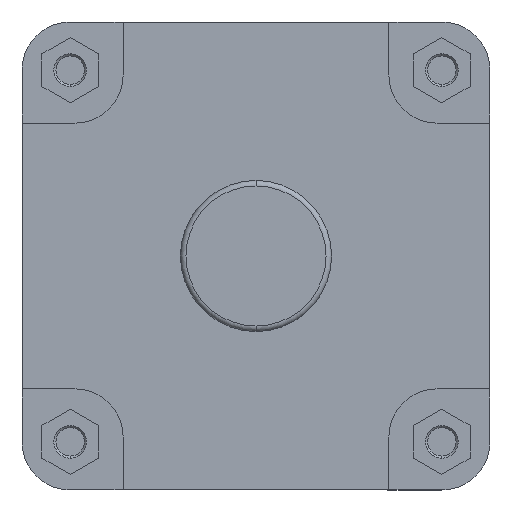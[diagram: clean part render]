
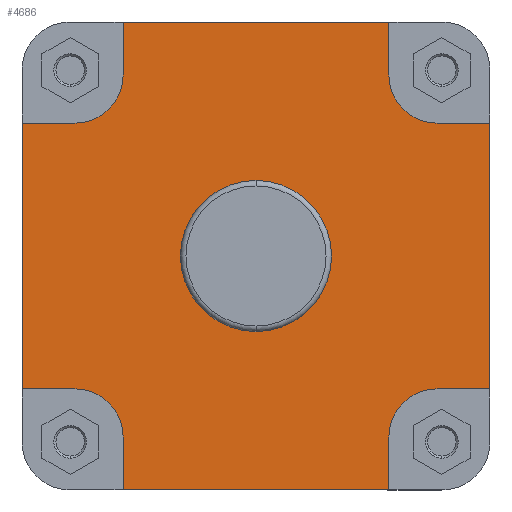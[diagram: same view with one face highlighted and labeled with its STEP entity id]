
A CAD part, left-side view. The second image highlights one B-rep face of the part: STEP entity #4686.
In plain terms, the highlighted planar face has unit normal (-1, 0, 0).
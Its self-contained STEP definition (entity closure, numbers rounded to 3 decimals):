
#200 = ORIENTED_EDGE ( 'NONE', *, *, #345, .F. ) ;
#201 = ORIENTED_EDGE ( 'NONE', *, *, #359, .F. ) ;
#207 = ORIENTED_EDGE ( 'NONE', *, *, #344, .F. ) ;
#224 = ORIENTED_EDGE ( 'NONE', *, *, #350, .F. ) ;
#226 = ORIENTED_EDGE ( 'NONE', *, *, #347, .F. ) ;
#227 = ORIENTED_EDGE ( 'NONE', *, *, #349, .F. ) ;
#228 = ORIENTED_EDGE ( 'NONE', *, *, #353, .F. ) ;
#229 = ORIENTED_EDGE ( 'NONE', *, *, #352, .F. ) ;
#230 = ORIENTED_EDGE ( 'NONE', *, *, #351, .F. ) ;
#231 = ORIENTED_EDGE ( 'NONE', *, *, #357, .F. ) ;
#232 = ORIENTED_EDGE ( 'NONE', *, *, #355, .F. ) ;
#233 = ORIENTED_EDGE ( 'NONE', *, *, #354, .F. ) ;
#234 = ORIENTED_EDGE ( 'NONE', *, *, #356, .F. ) ;
#244 = ORIENTED_EDGE ( 'NONE', *, *, #346, .T. ) ;
#245 = ORIENTED_EDGE ( 'NONE', *, *, #328, .F. ) ;
#249 = ORIENTED_EDGE ( 'NONE', *, *, #857, .F. ) ;
#250 = ORIENTED_EDGE ( 'NONE', *, *, #348, .T. ) ;
#252 = ORIENTED_EDGE ( 'NONE', *, *, #358, .F. ) ;
#312 = AXIS2_PLACEMENT_3D ( 'NONE', #3944, #3943, #3942 ) ;
#328 = EDGE_CURVE ( 'NONE', #4220, #4272, #1738, .T. ) ;
#344 = EDGE_CURVE ( 'NONE', #4324, #4341, #1760, .T. ) ;
#345 = EDGE_CURVE ( 'NONE', #4345, #4324, #1759, .T. ) ;
#346 = EDGE_CURVE ( 'NONE', #4320, #4330, #1755, .T. ) ;
#347 = EDGE_CURVE ( 'NONE', #4341, #4330, #1748, .T. ) ;
#348 = EDGE_CURVE ( 'NONE', #4345, #4309, #1757, .T. ) ;
#349 = EDGE_CURVE ( 'NONE', #4337, #4309, #1766, .T. ) ;
#350 = EDGE_CURVE ( 'NONE', #4328, #4337, #1770, .T. ) ;
#351 = EDGE_CURVE ( 'NONE', #4319, #4328, #1769, .T. ) ;
#352 = EDGE_CURVE ( 'NONE', #4350, #4319, #1768, .T. ) ;
#353 = EDGE_CURVE ( 'NONE', #4304, #4350, #1773, .T. ) ;
#354 = EDGE_CURVE ( 'NONE', #4334, #4304, #1777, .T. ) ;
#355 = EDGE_CURVE ( 'NONE', #4312, #4334, #1776, .T. ) ;
#356 = EDGE_CURVE ( 'NONE', #4327, #4312, #1775, .T. ) ;
#357 = EDGE_CURVE ( 'NONE', #4316, #4327, #1780, .T. ) ;
#358 = EDGE_CURVE ( 'NONE', #4323, #4316, #1785, .T. ) ;
#359 = EDGE_CURVE ( 'NONE', #4320, #4323, #1784, .T. ) ;
#857 = EDGE_CURVE ( 'NONE', #4272, #4220, #5008, .T. ) ;
#878 = AXIS2_PLACEMENT_3D ( 'NONE', #3890, #3880, #3879 ) ;
#880 = AXIS2_PLACEMENT_3D ( 'NONE', #3864, #3863, #3862 ) ;
#882 = AXIS2_PLACEMENT_3D ( 'NONE', #3853, #3852, #3851 ) ;
#883 = AXIS2_PLACEMENT_3D ( 'NONE', #3844, #3843, #3842 ) ;
#1040 = EDGE_LOOP ( 'NONE', ( #249, #245 ) ) ;
#1062 = EDGE_LOOP ( 'NONE', ( #244, #226, #207, #200, #250, #227, #224, #230, #229, #228, #233, #232, #234, #231, #252, #201 ) ) ;
#1738 = CIRCLE ( 'NONE', #312, 54.9 ) ;
#1748 = LINE ( 'NONE', #3876, #1762 ) ;
#1755 = LINE ( 'NONE', #3878, #1761 ) ;
#1756 = VECTOR ( 'NONE', #3877, 1000. ) ;
#1757 = LINE ( 'NONE', #3874, #1764 ) ;
#1759 = LINE ( 'NONE', #3885, #1756 ) ;
#1760 = CIRCLE ( 'NONE', #878, 35. ) ;
#1761 = VECTOR ( 'NONE', #3875, 1000. ) ;
#1762 = VECTOR ( 'NONE', #3873, 1000. ) ;
#1764 = VECTOR ( 'NONE', #3871, 1000. ) ;
#1765 = VECTOR ( 'NONE', #3859, 1000. ) ;
#1766 = LINE ( 'NONE', #3866, #1767 ) ;
#1767 = VECTOR ( 'NONE', #3865, 1000. ) ;
#1768 = LINE ( 'NONE', #3861, #1771 ) ;
#1769 = LINE ( 'NONE', #3868, #1765 ) ;
#1770 = CIRCLE ( 'NONE', #880, 35. ) ;
#1771 = VECTOR ( 'NONE', #3857, 1000. ) ;
#1772 = VECTOR ( 'NONE', #3849, 1000. ) ;
#1773 = LINE ( 'NONE', #3855, #1774 ) ;
#1774 = VECTOR ( 'NONE', #3854, 1000. ) ;
#1775 = LINE ( 'NONE', #3850, #1778 ) ;
#1776 = LINE ( 'NONE', #3856, #1772 ) ;
#1777 = CIRCLE ( 'NONE', #882, 35. ) ;
#1778 = VECTOR ( 'NONE', #3848, 1000. ) ;
#1779 = VECTOR ( 'NONE', #3838, 1000. ) ;
#1780 = LINE ( 'NONE', #3846, #1781 ) ;
#1781 = VECTOR ( 'NONE', #3845, 1000. ) ;
#1784 = LINE ( 'NONE', #3847, #1779 ) ;
#1785 = CIRCLE ( 'NONE', #883, 35. ) ;
#3391 = CARTESIAN_POINT ( 'NONE',  ( 82., 0., 0. ) ) ;
#3402 = DIRECTION ( 'NONE',  ( -1., 0., 0. ) ) ;
#3403 = DIRECTION ( 'NONE',  ( 0., 0., 1. ) ) ;
#3838 = DIRECTION ( 'NONE',  ( 0., 0., 1. ) ) ;
#3842 = DIRECTION ( 'NONE',  ( 0., 0., -1. ) ) ;
#3843 = DIRECTION ( 'NONE',  ( -1., 0., 0. ) ) ;
#3844 = CARTESIAN_POINT ( 'NONE',  ( 82., 131.5, -131.5 ) ) ;
#3845 = DIRECTION ( 'NONE',  ( 0., 1., 0. ) ) ;
#3846 = CARTESIAN_POINT ( 'NONE',  ( 82., 131.5, -96.5 ) ) ;
#3847 = CARTESIAN_POINT ( 'NONE',  ( 82., 96.5, -170. ) ) ;
#3848 = DIRECTION ( 'NONE',  ( 0., 0., 1. ) ) ;
#3849 = DIRECTION ( 'NONE',  ( 0., -1., 0. ) ) ;
#3850 = CARTESIAN_POINT ( 'NONE',  ( 82., 170., 0. ) ) ;
#3851 = DIRECTION ( 'NONE',  ( 0., 0., -1. ) ) ;
#3852 = DIRECTION ( 'NONE',  ( -1., 0., 0. ) ) ;
#3853 = CARTESIAN_POINT ( 'NONE',  ( 82., 131.5, 131.5 ) ) ;
#3854 = DIRECTION ( 'NONE',  ( 0., 0., 1. ) ) ;
#3855 = CARTESIAN_POINT ( 'NONE',  ( 82., 96.5, 131.5 ) ) ;
#3856 = CARTESIAN_POINT ( 'NONE',  ( 82., 170., 96.5 ) ) ;
#3857 = DIRECTION ( 'NONE',  ( 0., -1., 0. ) ) ;
#3859 = DIRECTION ( 'NONE',  ( 0., 0., -1. ) ) ;
#3861 = CARTESIAN_POINT ( 'NONE',  ( 82., -374.141, 170. ) ) ;
#3862 = DIRECTION ( 'NONE',  ( 0., 0., -1. ) ) ;
#3863 = DIRECTION ( 'NONE',  ( -1., 0., 0. ) ) ;
#3864 = CARTESIAN_POINT ( 'NONE',  ( 82., -131.5, 131.5 ) ) ;
#3865 = DIRECTION ( 'NONE',  ( 0., -1., 0. ) ) ;
#3866 = CARTESIAN_POINT ( 'NONE',  ( 82., -131.5, 96.5 ) ) ;
#3868 = CARTESIAN_POINT ( 'NONE',  ( 82., -96.5, 170. ) ) ;
#3871 = DIRECTION ( 'NONE',  ( 0., 0., 1. ) ) ;
#3873 = DIRECTION ( 'NONE',  ( 0., 0., -1. ) ) ;
#3874 = CARTESIAN_POINT ( 'NONE',  ( 82., -170., 0. ) ) ;
#3875 = DIRECTION ( 'NONE',  ( 0., -1., 0. ) ) ;
#3876 = CARTESIAN_POINT ( 'NONE',  ( 82., -96.5, -131.5 ) ) ;
#3877 = DIRECTION ( 'NONE',  ( 0., 1., 0. ) ) ;
#3878 = CARTESIAN_POINT ( 'NONE',  ( 82., -374.141, -170. ) ) ;
#3879 = DIRECTION ( 'NONE',  ( 0., 0., -1. ) ) ;
#3880 = DIRECTION ( 'NONE',  ( -1., 0., 0. ) ) ;
#3885 = CARTESIAN_POINT ( 'NONE',  ( 82., -170., -96.5 ) ) ;
#3890 = CARTESIAN_POINT ( 'NONE',  ( 82., -131.5, -131.5 ) ) ;
#3942 = DIRECTION ( 'NONE',  ( 0., 0., 1. ) ) ;
#3943 = DIRECTION ( 'NONE',  ( -1., 0., 0. ) ) ;
#3944 = CARTESIAN_POINT ( 'NONE',  ( 82., 0., 0. ) ) ;
#4220 = VERTEX_POINT ( 'NONE', #6071 ) ;
#4272 = VERTEX_POINT ( 'NONE', #6123 ) ;
#4304 = VERTEX_POINT ( 'NONE', #6155 ) ;
#4309 = VERTEX_POINT ( 'NONE', #6160 ) ;
#4312 = VERTEX_POINT ( 'NONE', #6163 ) ;
#4316 = VERTEX_POINT ( 'NONE', #6167 ) ;
#4319 = VERTEX_POINT ( 'NONE', #6170 ) ;
#4320 = VERTEX_POINT ( 'NONE', #6171 ) ;
#4323 = VERTEX_POINT ( 'NONE', #6174 ) ;
#4324 = VERTEX_POINT ( 'NONE', #6175 ) ;
#4327 = VERTEX_POINT ( 'NONE', #6178 ) ;
#4328 = VERTEX_POINT ( 'NONE', #6179 ) ;
#4330 = VERTEX_POINT ( 'NONE', #6181 ) ;
#4334 = VERTEX_POINT ( 'NONE', #6185 ) ;
#4337 = VERTEX_POINT ( 'NONE', #6188 ) ;
#4341 = VERTEX_POINT ( 'NONE', #6192 ) ;
#4345 = VERTEX_POINT ( 'NONE', #6196 ) ;
#4350 = VERTEX_POINT ( 'NONE', #6201 ) ;
#4686 = ADVANCED_FACE ( 'NONE', ( #5530, #5523 ), #7194, .F. ) ;
#5008 = CIRCLE ( 'NONE', #5602, 54.9 ) ;
#5523 = FACE_OUTER_BOUND ( 'NONE', #1062, .T. ) ;
#5530 = FACE_BOUND ( 'NONE', #1040, .T. ) ;
#5602 = AXIS2_PLACEMENT_3D ( 'NONE', #3391, #3402, #3403 ) ;
#5884 = AXIS2_PLACEMENT_3D ( 'NONE', #7183, #7195, #7196 ) ;
#6071 = CARTESIAN_POINT ( 'NONE',  ( 82., 0., -54.9 ) ) ;
#6123 = CARTESIAN_POINT ( 'NONE',  ( 82., 0., 54.9 ) ) ;
#6155 = CARTESIAN_POINT ( 'NONE',  ( 82., 96.5, 131.5 ) ) ;
#6160 = CARTESIAN_POINT ( 'NONE',  ( 82., -170., 96.5 ) ) ;
#6163 = CARTESIAN_POINT ( 'NONE',  ( 82., 170., 96.5 ) ) ;
#6167 = CARTESIAN_POINT ( 'NONE',  ( 82., 131.5, -96.5 ) ) ;
#6170 = CARTESIAN_POINT ( 'NONE',  ( 82., -96.5, 170. ) ) ;
#6171 = CARTESIAN_POINT ( 'NONE',  ( 82., 96.5, -170. ) ) ;
#6174 = CARTESIAN_POINT ( 'NONE',  ( 82., 96.5, -131.5 ) ) ;
#6175 = CARTESIAN_POINT ( 'NONE',  ( 82., -131.5, -96.5 ) ) ;
#6178 = CARTESIAN_POINT ( 'NONE',  ( 82., 170., -96.5 ) ) ;
#6179 = CARTESIAN_POINT ( 'NONE',  ( 82., -96.5, 131.5 ) ) ;
#6181 = CARTESIAN_POINT ( 'NONE',  ( 82., -96.5, -170. ) ) ;
#6185 = CARTESIAN_POINT ( 'NONE',  ( 82., 131.5, 96.5 ) ) ;
#6188 = CARTESIAN_POINT ( 'NONE',  ( 82., -131.5, 96.5 ) ) ;
#6192 = CARTESIAN_POINT ( 'NONE',  ( 82., -96.5, -131.5 ) ) ;
#6196 = CARTESIAN_POINT ( 'NONE',  ( 82., -170., -96.5 ) ) ;
#6201 = CARTESIAN_POINT ( 'NONE',  ( 82., 96.5, 170. ) ) ;
#7183 = CARTESIAN_POINT ( 'NONE',  ( 82., 54.9, 0. ) ) ;
#7194 = PLANE ( 'NONE',  #5884 ) ;
#7195 = DIRECTION ( 'NONE',  ( 1., 0., 0. ) ) ;
#7196 = DIRECTION ( 'NONE',  ( 0., 0., -1. ) ) ;
